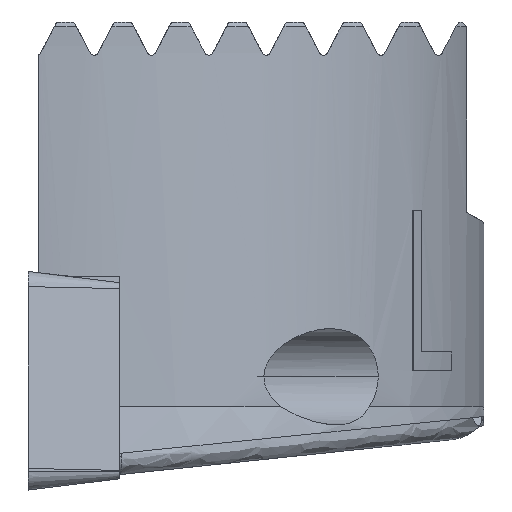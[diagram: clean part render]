
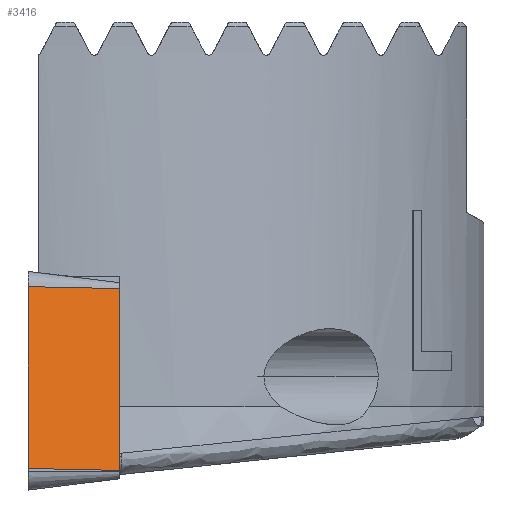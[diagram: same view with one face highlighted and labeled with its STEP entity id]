
A CAD part, left-side view. The second image highlights one B-rep face of the part: STEP entity #3416.
In plain terms, the highlighted planar face has unit normal (-0.978, -0.122, 0.172).
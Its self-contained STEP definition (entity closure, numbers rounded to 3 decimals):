
#1692=EDGE_CURVE('NONE',#2406,#3766,#4476,.T.);
#2406=VERTEX_POINT('NONE',#5268);
#2552=EDGE_CURVE('NONE',#3766,#3316,#5431,.T.);
#2632=EDGE_CURVE('NONE',#3316,#3488,#5517,.T.);
#3316=VERTEX_POINT('NONE',#6253);
#3416=ADVANCED_FACE('NONE',(#6360),#6361,.T.);
#3488=VERTEX_POINT('NONE',#6437);
#3766=VERTEX_POINT('NONE',#6732);
#4030=EDGE_CURVE('NONE',#2406,#3488,#7027,.T.);
#4476=LINE('',#7775,#7776);
#5268=CARTESIAN_POINT('',(1.966,-3.97,8.779));
#5431=LINE('',#9547,#9548);
#5517=LINE('',#9749,#9750);
#6253=CARTESIAN_POINT('',(0.089,0.,0.939));
#6360=FACE_OUTER_BOUND('',#11199,.T.);
#6361=PLANE('',#11200);
#6437=CARTESIAN_POINT('',(1.486,0.,8.864));
#6732=CARTESIAN_POINT('',(0.569,-3.97,0.854));
#7027=LINE('',#12606,#12607);
#7775=CARTESIAN_POINT('',(0.569,-3.97,0.854));
#7776=VECTOR('',#13185,1000.0);
#9547=CARTESIAN_POINT('',(0.089,0.,0.939));
#9548=VECTOR('',#14446,1000.0);
#9749=CARTESIAN_POINT('',(0.089,0.,0.939));
#9750=VECTOR('',#14552,1000.0);
#11199=EDGE_LOOP('',(#15410,#15411,#15412,#15413));
#11200=AXIS2_PLACEMENT_3D('',#15414,#15415,#15416);
#12606=CARTESIAN_POINT('',(1.486,0.,8.864));
#12607=VECTOR('',#16136,1000.0);
#13185=DIRECTION('',(-0.174,0.,-0.985));
#14446=DIRECTION('',(-0.12,0.993,0.021));
#14552=DIRECTION('',(0.174,0.,0.985));
#15410=ORIENTED_EDGE('',*,*,#1692,.F.);
#15411=ORIENTED_EDGE('',*,*,#4030,.T.);
#15412=ORIENTED_EDGE('',*,*,#2632,.F.);
#15413=ORIENTED_EDGE('',*,*,#2552,.F.);
#15414=CARTESIAN_POINT('',(0.089,0.,0.939));
#15415=DIRECTION('',(-0.977,-0.122,0.172));
#15416=DIRECTION('',(-0.174,0.,-0.985));
#16136=DIRECTION('',(-0.12,0.993,0.021));
